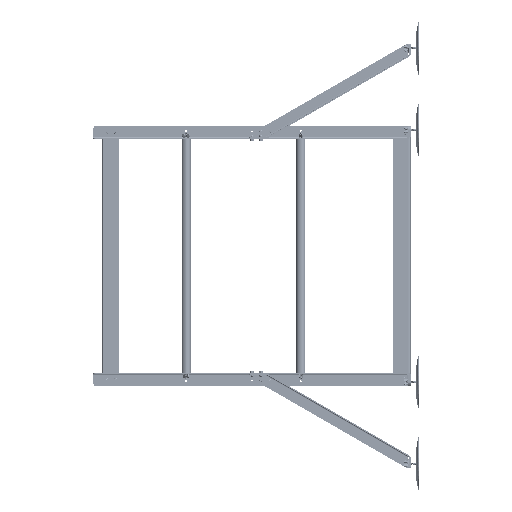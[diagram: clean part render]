
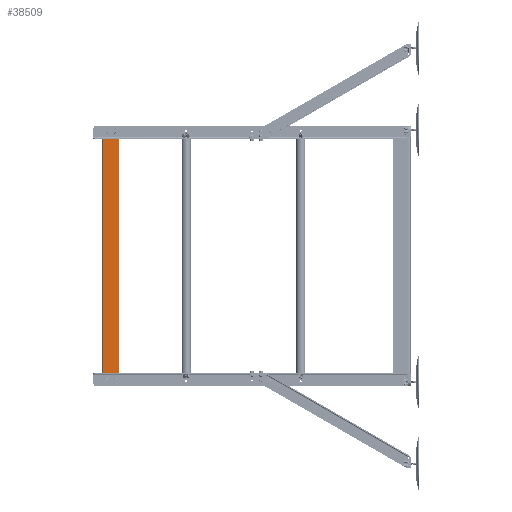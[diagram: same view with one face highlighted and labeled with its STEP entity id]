
A CAD part, left-side view. The second image highlights one B-rep face of the part: STEP entity #38509.
In plain terms, the highlighted face is planar.
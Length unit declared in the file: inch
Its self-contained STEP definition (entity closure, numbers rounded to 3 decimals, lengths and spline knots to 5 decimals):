
#48 = EDGE_CURVE ( 'NONE', #38621, #60996, #6680, .T. ) ;
#66 = DIRECTION ( 'NONE',  ( 1., 0., 0. ) ) ;
#655 = AXIS2_PLACEMENT_3D ( 'NONE', #67086, #20545, #72708 ) ;
#780 = DIRECTION ( 'NONE',  ( 0., 0., -1. ) ) ;
#881 = ORIENTED_EDGE ( 'NONE', *, *, #70570, .F. ) ;
#1356 = DIRECTION ( 'NONE',  ( 1., 0., 0. ) ) ;
#1972 = LINE ( 'NONE', #36923, #19093 ) ;
#2237 = CARTESIAN_POINT ( 'NONE',  ( -28.75, -0.09, -1.375 ) ) ;
#3488 = VECTOR ( 'NONE', #32376, 39.37008 ) ;
#3531 = LINE ( 'NONE', #49726, #56643 ) ;
#3914 = EDGE_CURVE ( 'NONE', #53209, #35341, #55033, .T. ) ;
#3975 = EDGE_CURVE ( 'NONE', #53209, #62995, #9481, .T. ) ;
#4958 = VERTEX_POINT ( 'NONE', #57297 ) ;
#5905 = AXIS2_PLACEMENT_3D ( 'NONE', #60131, #64623, #59387 ) ;
#6636 = DIRECTION ( 'NONE',  ( 0., -1., 0. ) ) ;
#6680 = CIRCLE ( 'NONE', #655, 0.1005 ) ;
#6965 = EDGE_CURVE ( 'NONE', #60996, #38621, #56688, .T. ) ;
#8600 = ORIENTED_EDGE ( 'NONE', *, *, #6965, .F. ) ;
#9257 = AXIS2_PLACEMENT_3D ( 'NONE', #49624, #66861, #19949 ) ;
#9481 = LINE ( 'NONE', #20343, #3488 ) ;
#9569 = DIRECTION ( 'NONE',  ( 0., 0., -1. ) ) ;
#9769 = VERTEX_POINT ( 'NONE', #26502 ) ;
#10499 = DIRECTION ( 'NONE',  ( 0., -1., 0. ) ) ;
#11215 = CARTESIAN_POINT ( 'NONE',  ( -28.75, -0.09, -0.375 ) ) ;
#11657 = CIRCLE ( 'NONE', #9257, 0.1005 ) ;
#11722 = FACE_BOUND ( 'NONE', #23691, .T. ) ;
#12112 = EDGE_CURVE ( 'NONE', #4958, #69643, #11657, .T. ) ;
#12459 = ORIENTED_EDGE ( 'NONE', *, *, #61008, .F. ) ;
#13751 = ORIENTED_EDGE ( 'NONE', *, *, #12112, .F. ) ;
#14724 = CARTESIAN_POINT ( 'NONE',  ( -0.125, -0.09, 0. ) ) ;
#16128 = CARTESIAN_POINT ( 'NONE',  ( -0.75, -0.09, -0.375 ) ) ;
#16888 = CARTESIAN_POINT ( 'NONE',  ( -28.8505, -0.09, -1.375 ) ) ;
#16992 = CARTESIAN_POINT ( 'NONE',  ( 0., -0.09, 0. ) ) ;
#18272 = CARTESIAN_POINT ( 'NONE',  ( -28.75, -0.09, -1.375 ) ) ;
#18306 = AXIS2_PLACEMENT_3D ( 'NONE', #24423, #19172, #47335 ) ;
#19093 = VECTOR ( 'NONE', #64257, 39.37008 ) ;
#19172 = DIRECTION ( 'NONE',  ( 0., -1., 0. ) ) ;
#19501 = DIRECTION ( 'NONE',  ( 0., -1., 0. ) ) ;
#19949 = DIRECTION ( 'NONE',  ( 1., 0., 0. ) ) ;
#20343 = CARTESIAN_POINT ( 'NONE',  ( 0., -0.09, 0. ) ) ;
#20453 = ORIENTED_EDGE ( 'NONE', *, *, #3914, .T. ) ;
#20476 = EDGE_CURVE ( 'NONE', #9769, #62995, #58333, .T. ) ;
#20545 = DIRECTION ( 'NONE',  ( 0., -1., 0. ) ) ;
#20840 = EDGE_CURVE ( 'NONE', #63466, #45121, #58386, .T. ) ;
#21024 = CARTESIAN_POINT ( 'NONE',  ( 0., -0.09, -1.753 ) ) ;
#23536 = CIRCLE ( 'NONE', #60721, 0.1005 ) ;
#23691 = EDGE_LOOP ( 'NONE', ( #61626, #881 ) ) ;
#24423 = CARTESIAN_POINT ( 'NONE',  ( -0.75, -0.09, -1.375 ) ) ;
#25947 = AXIS2_PLACEMENT_3D ( 'NONE', #69959, #29849, #36589 ) ;
#26372 = CARTESIAN_POINT ( 'NONE',  ( -29.375, -0.09, 0. ) ) ;
#26502 = CARTESIAN_POINT ( 'NONE',  ( 0., -0.09, -0.125 ) ) ;
#28810 = CARTESIAN_POINT ( 'NONE',  ( -0.6495, -0.09, -1.375 ) ) ;
#29802 = VERTEX_POINT ( 'NONE', #65340 ) ;
#29849 = DIRECTION ( 'NONE',  ( 0., -1., 0. ) ) ;
#30344 = EDGE_CURVE ( 'NONE', #69643, #4958, #45299, .T. ) ;
#32376 = DIRECTION ( 'NONE',  ( 1., 0., 0. ) ) ;
#33398 = DIRECTION ( 'NONE',  ( -1., 0., 0. ) ) ;
#33882 = PLANE ( 'NONE',  #67669 ) ;
#34629 = FACE_OUTER_BOUND ( 'NONE', #69480, .T. ) ;
#35341 = VERTEX_POINT ( 'NONE', #46307 ) ;
#35346 = FACE_BOUND ( 'NONE', #48635, .T. ) ;
#36500 = CARTESIAN_POINT ( 'NONE',  ( -0.75, -0.09, -0.375 ) ) ;
#36589 = DIRECTION ( 'NONE',  ( 0., 0., -1. ) ) ;
#36923 = CARTESIAN_POINT ( 'NONE',  ( -29.5, -0.09, 0. ) ) ;
#38509 = ADVANCED_FACE ( 'NONE', ( #63088, #11722, #35346, #63818, #34629 ), #33882, .T. ) ;
#38572 = EDGE_CURVE ( 'NONE', #29802, #49558, #46620, .T. ) ;
#38621 = VERTEX_POINT ( 'NONE', #71691 ) ;
#39158 = EDGE_LOOP ( 'NONE', ( #8600, #46408 ) ) ;
#39376 = DIRECTION ( 'NONE',  ( 1., 0., 0. ) ) ;
#40037 = ORIENTED_EDGE ( 'NONE', *, *, #30344, .F. ) ;
#40521 = EDGE_CURVE ( 'NONE', #9769, #49558, #3531, .T. ) ;
#40955 = AXIS2_PLACEMENT_3D ( 'NONE', #16128, #10499, #33398 ) ;
#41074 = EDGE_CURVE ( 'NONE', #44604, #63455, #62602, .T. ) ;
#41693 = AXIS2_PLACEMENT_3D ( 'NONE', #11215, #45740, #39376 ) ;
#42292 = CARTESIAN_POINT ( 'NONE',  ( -28.6495, -0.09, -1.375 ) ) ;
#42737 = EDGE_LOOP ( 'NONE', ( #12459, #61355 ) ) ;
#43775 = CARTESIAN_POINT ( 'NONE',  ( -0.6495, -0.09, -0.375 ) ) ;
#44604 = VERTEX_POINT ( 'NONE', #16888 ) ;
#45121 = VERTEX_POINT ( 'NONE', #65872 ) ;
#45299 = CIRCLE ( 'NONE', #41693, 0.1005 ) ;
#45740 = DIRECTION ( 'NONE',  ( 0., -1., 0. ) ) ;
#46307 = CARTESIAN_POINT ( 'NONE',  ( -29.5, -0.09, -0.125 ) ) ;
#46408 = ORIENTED_EDGE ( 'NONE', *, *, #48, .F. ) ;
#46620 = LINE ( 'NONE', #69472, #64092 ) ;
#46661 = DIRECTION ( 'NONE',  ( -1., 0., 0. ) ) ;
#47335 = DIRECTION ( 'NONE',  ( -1., 0., 0. ) ) ;
#47580 = AXIS2_PLACEMENT_3D ( 'NONE', #36500, #52248, #46661 ) ;
#47869 = CARTESIAN_POINT ( 'NONE',  ( -28.6495, -0.09, -0.375 ) ) ;
#48635 = EDGE_LOOP ( 'NONE', ( #40037, #13751 ) ) ;
#49558 = VERTEX_POINT ( 'NONE', #21024 ) ;
#49624 = CARTESIAN_POINT ( 'NONE',  ( -28.75, -0.09, -0.375 ) ) ;
#49726 = CARTESIAN_POINT ( 'NONE',  ( 0., -0.09, 0. ) ) ;
#52248 = DIRECTION ( 'NONE',  ( 0., -1., 0. ) ) ;
#53209 = VERTEX_POINT ( 'NONE', #26372 ) ;
#55033 = CIRCLE ( 'NONE', #5905, 0.125 ) ;
#56643 = VECTOR ( 'NONE', #9569, 39.37008 ) ;
#56688 = CIRCLE ( 'NONE', #18306, 0.1005 ) ;
#56966 = ORIENTED_EDGE ( 'NONE', *, *, #38572, .T. ) ;
#57297 = CARTESIAN_POINT ( 'NONE',  ( -28.8505, -0.09, -0.375 ) ) ;
#58130 = ORIENTED_EDGE ( 'NONE', *, *, #40521, .F. ) ;
#58333 = CIRCLE ( 'NONE', #25947, 0.125 ) ;
#58386 = CIRCLE ( 'NONE', #47580, 0.1005 ) ;
#59111 = ORIENTED_EDGE ( 'NONE', *, *, #20476, .T. ) ;
#59387 = DIRECTION ( 'NONE',  ( 0., 0., -1. ) ) ;
#59671 = DIRECTION ( 'NONE',  ( 1., 0., 0. ) ) ;
#60131 = CARTESIAN_POINT ( 'NONE',  ( -29.375, -0.09, -0.125 ) ) ;
#60721 = AXIS2_PLACEMENT_3D ( 'NONE', #18272, #6636, #1356 ) ;
#60996 = VERTEX_POINT ( 'NONE', #28810 ) ;
#61008 = EDGE_CURVE ( 'NONE', #63455, #44604, #23536, .T. ) ;
#61355 = ORIENTED_EDGE ( 'NONE', *, *, #41074, .F. ) ;
#61626 = ORIENTED_EDGE ( 'NONE', *, *, #20840, .F. ) ;
#62602 = CIRCLE ( 'NONE', #69846, 0.1005 ) ;
#62712 = ORIENTED_EDGE ( 'NONE', *, *, #3975, .F. ) ;
#62995 = VERTEX_POINT ( 'NONE', #14724 ) ;
#63088 = FACE_BOUND ( 'NONE', #39158, .T. ) ;
#63455 = VERTEX_POINT ( 'NONE', #42292 ) ;
#63466 = VERTEX_POINT ( 'NONE', #43775 ) ;
#63818 = FACE_BOUND ( 'NONE', #42737, .T. ) ;
#64092 = VECTOR ( 'NONE', #66, 39.37008 ) ;
#64257 = DIRECTION ( 'NONE',  ( 0., 0., 1. ) ) ;
#64623 = DIRECTION ( 'NONE',  ( 0., -1., 0. ) ) ;
#65340 = CARTESIAN_POINT ( 'NONE',  ( -29.5, -0.09, -1.753 ) ) ;
#65872 = CARTESIAN_POINT ( 'NONE',  ( -0.8505, -0.09, -0.375 ) ) ;
#66861 = DIRECTION ( 'NONE',  ( 0., -1., 0. ) ) ;
#67017 = EDGE_CURVE ( 'NONE', #29802, #35341, #1972, .T. ) ;
#67086 = CARTESIAN_POINT ( 'NONE',  ( -0.75, -0.09, -1.375 ) ) ;
#67669 = AXIS2_PLACEMENT_3D ( 'NONE', #16992, #69835, #780 ) ;
#69472 = CARTESIAN_POINT ( 'NONE',  ( -29.5, -0.09, -1.753 ) ) ;
#69480 = EDGE_LOOP ( 'NONE', ( #62712, #20453, #73725, #56966, #58130, #59111 ) ) ;
#69643 = VERTEX_POINT ( 'NONE', #47869 ) ;
#69835 = DIRECTION ( 'NONE',  ( 0., -1., 0. ) ) ;
#69846 = AXIS2_PLACEMENT_3D ( 'NONE', #2237, #19501, #59671 ) ;
#69959 = CARTESIAN_POINT ( 'NONE',  ( -0.125, -0.09, -0.125 ) ) ;
#70570 = EDGE_CURVE ( 'NONE', #45121, #63466, #73296, .T. ) ;
#71691 = CARTESIAN_POINT ( 'NONE',  ( -0.8505, -0.09, -1.375 ) ) ;
#72708 = DIRECTION ( 'NONE',  ( -1., 0., 0. ) ) ;
#73296 = CIRCLE ( 'NONE', #40955, 0.1005 ) ;
#73725 = ORIENTED_EDGE ( 'NONE', *, *, #67017, .F. ) ;
